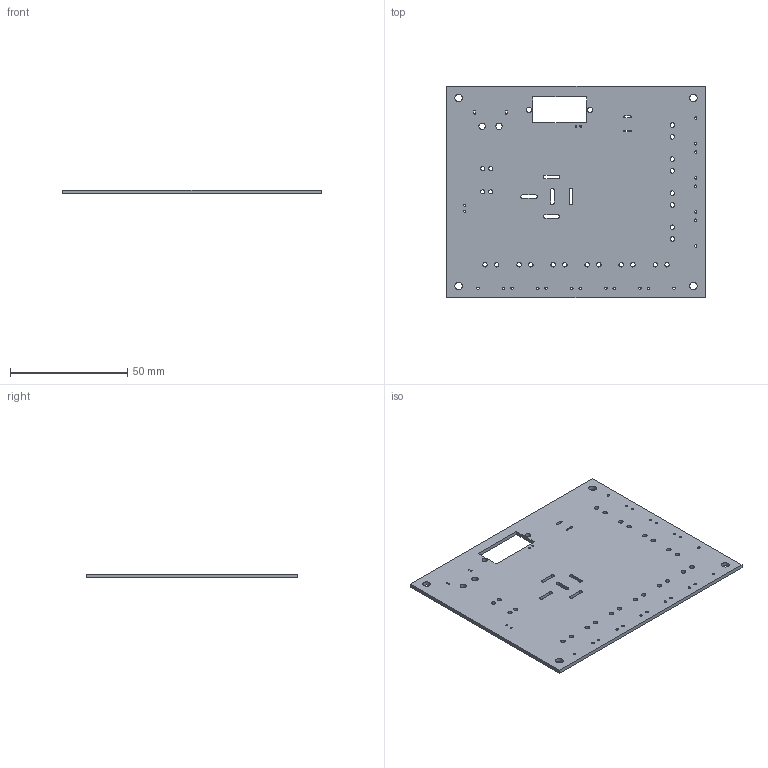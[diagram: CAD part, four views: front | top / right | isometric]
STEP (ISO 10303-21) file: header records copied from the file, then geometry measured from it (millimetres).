
FILE_DESCRIPTION(('KiCad electronic assembly'),'2;1');
FILE_NAME('Power.step','2023-09-17T19:18:38',('Pcbnew'),('Kicad'), 'Open CASCADE STEP processor 7.6','KiCad to STEP converter','Unknown' );
FILE_SCHEMA(('AUTOMOTIVE_DESIGN { 1 0 10303 214 1 1 1 1 }'));
Length unit declared in the file: millimetre
Products named in the file (2): Power 1; Power PCB
Assembly tree (1 placements, depth 2):
  Power 1
    Power PCB
Bounding box: 110 x 90 x 1.6 mm (x, y, z)
Volume: 15126.5 mm3; surface area: 20277.1 mm2
Topology: 1 solids, 1 shells, 106 faces, 312 edges, 208 vertices
Faces by surface type: cylinder 74, plane 32
Full cylindrical faces by diameter (mm): 0.762 x2, 0.85 x2, 1 x20, 1.78 x4, 1.9 x20, 2.3 x2, 2.7 x2, 3.2 x4
Entity records: 8415 total; most frequent: CARTESIAN_POINT 2140, DIRECTION 1152, LINE 640, VECTOR 640, ORIENTED_EDGE 624, PCURVE 624, DEFINITIONAL_REPRESENTATION 624, EDGE_CURVE 312
